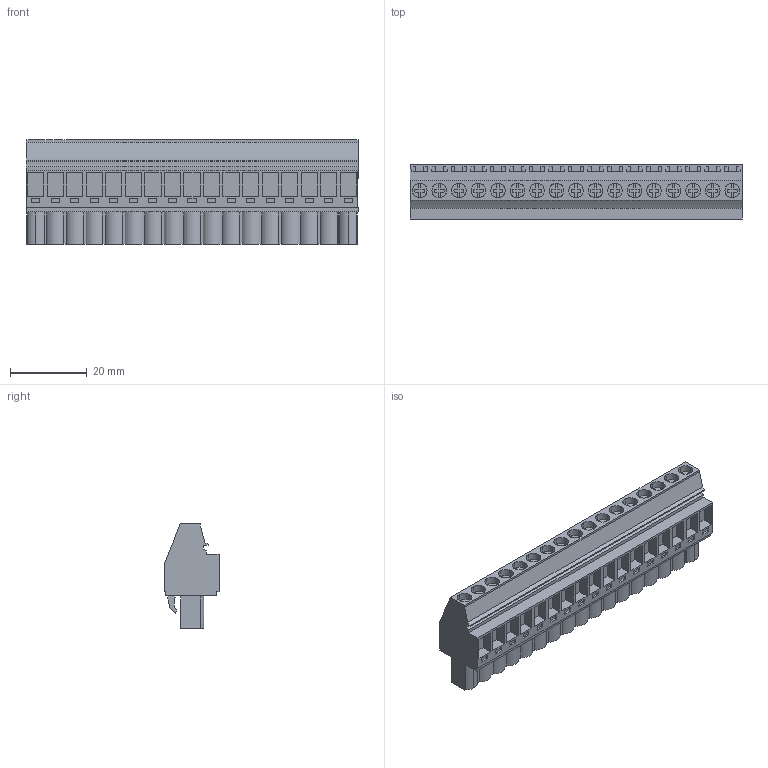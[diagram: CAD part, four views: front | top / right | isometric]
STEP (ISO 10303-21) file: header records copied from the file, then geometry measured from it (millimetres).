
FILE_DESCRIPTION(('CATIA V5 STEP','CAx-IF Rec.Pracs.--- Model Styling and Organization---1.2---2011-12-15'),'2;1');
FILE_NAME ('D1460135_0_1948940000_1948940000.stp','2017-09-09T07:55:13+00:00',('none'),('Weidmueller'),'CATIA Version 5-6 Release 2014','CATIA V5 STEP AP214','none');
FILE_SCHEMA(('AUTOMOTIVE_DESIGN { 1 0 10303 214 1 1 1 1 }'));
Length unit declared in the file: millimetre
Products named in the file (1): 1948940000
Bounding box: 86.36 x 14.1 x 27.1 mm (x, y, z)
Volume: 19582.7 mm3; surface area: 11396.4 mm2
Topology: 18 solids, 18 shells, 1096 faces, 3077 edges, 2086 vertices
Faces by surface type: plane 941, cylinder 151, extrusion 4
Entity records: 33106 total; most frequent: CARTESIAN_POINT 6378, ORIENTED_EDGE 6154, DIRECTION 4407, EDGE_CURVE 3077, VECTOR 2703, LINE 2699, VERTEX_POINT 2086, EDGE_LOOP 1167
